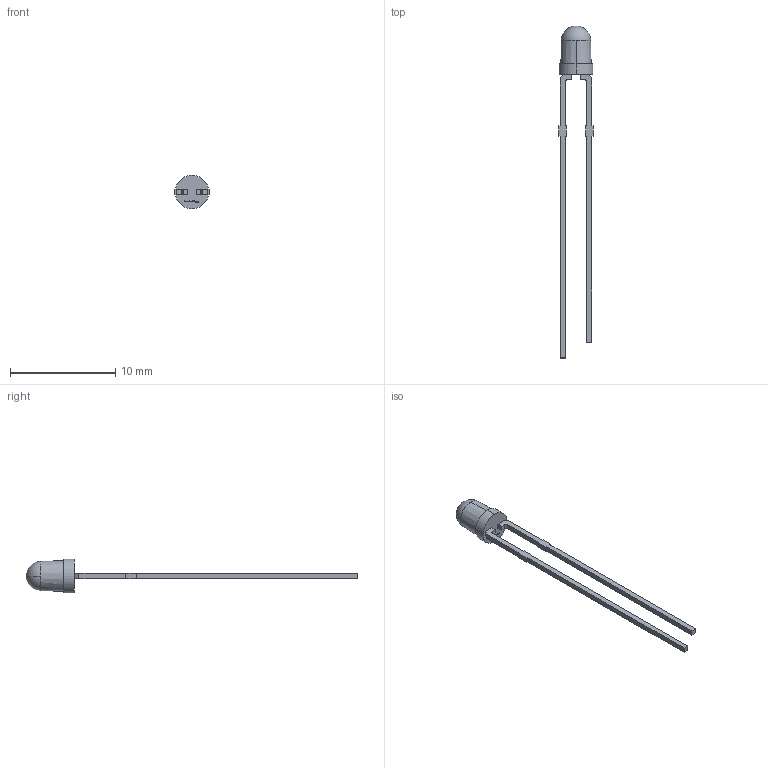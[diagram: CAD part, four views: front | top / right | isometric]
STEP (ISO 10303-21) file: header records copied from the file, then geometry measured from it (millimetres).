
FILE_DESCRIPTION (( 'STEP AP214' ), '1' );
FILE_NAME ('XLxx37.STEP', '2015-08-26T16:55:47', ( '' ), ( '' ), 'SwSTEP 2.0', 'SolidWorks 2012', '' );
FILE_SCHEMA (( 'AUTOMOTIVE_DESIGN' ));
Length unit declared in the file: millimetre
Products named in the file (1): XLxx37
Bounding box: 3.24 x 31.6 x 3.2 mm (x, y, z)
Volume: 41.4 mm3; surface area: 159.1 mm2
Topology: 1 solids, 1 shells, 232 faces, 634 edges, 423 vertices
Faces by surface type: plane 156, bspline 68, cylinder 4, cone 2, sphere 2
Entity records: 12448 total; most frequent: CARTESIAN_POINT 4470, ORIENTED_EDGE 1268, DIRECTION 844, EDGE_CURVE 634, VECTOR 482, LINE 482, VERTEX_POINT 423, EDGE_LOOP 251
